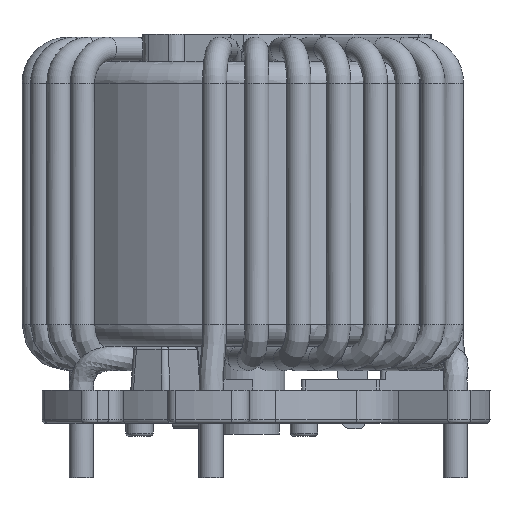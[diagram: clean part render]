
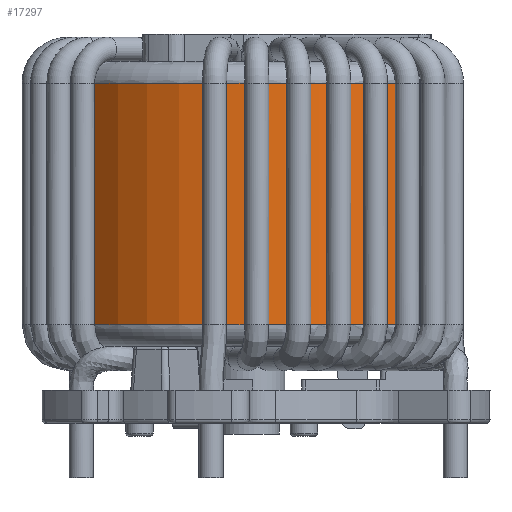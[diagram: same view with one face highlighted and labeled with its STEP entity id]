
A CAD part, left-side view. The second image highlights one B-rep face of the part: STEP entity #17297.
In plain terms, the highlighted cylindrical face has radius 18.6 mm (diameter 37.2 mm), a full revolution.
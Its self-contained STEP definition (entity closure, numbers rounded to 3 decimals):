
#351=CYLINDRICAL_SURFACE('',#18408,18.6);
#1118=CIRCLE('',#18407,18.6);
#1119=CIRCLE('',#18409,18.6);
#3142=ORIENTED_EDGE('',*,*,#6026,.F.);
#3143=ORIENTED_EDGE('',*,*,#6025,.F.);
#6025=EDGE_CURVE('',#7571,#7571,#1118,.T.);
#6026=EDGE_CURVE('',#7572,#7572,#1119,.T.);
#7571=VERTEX_POINT('',#24523);
#7572=VERTEX_POINT('',#24526);
#10722=EDGE_LOOP('',(#3142));
#10723=EDGE_LOOP('',(#3143));
#11787=FACE_BOUND('',#10722,.T.);
#11788=FACE_BOUND('',#10723,.T.);
#17297=ADVANCED_FACE('',(#11787,#11788),#351,.T.);
#18407=AXIS2_PLACEMENT_3D('',#24522,#20885,#20886);
#18408=AXIS2_PLACEMENT_3D('',#24524,#20887,#20888);
#18409=AXIS2_PLACEMENT_3D('',#24525,#20889,#20890);
#20885=DIRECTION('',(0.,0.,1.));
#20886=DIRECTION('',(-1.,0.,0.));
#20887=DIRECTION('',(0.,0.,1.));
#20888=DIRECTION('',(1.,0.,0.));
#20889=DIRECTION('',(0.,0.,-1.));
#20890=DIRECTION('',(-1.,0.,0.));
#24522=CARTESIAN_POINT('',(0.,0.,24.2));
#24523=CARTESIAN_POINT('',(-18.6,0.,24.2));
#24524=CARTESIAN_POINT('',(0.,0.,0.2));
#24525=CARTESIAN_POINT('',(0.,0.,2.2));
#24526=CARTESIAN_POINT('',(-18.6,0.,2.2));
